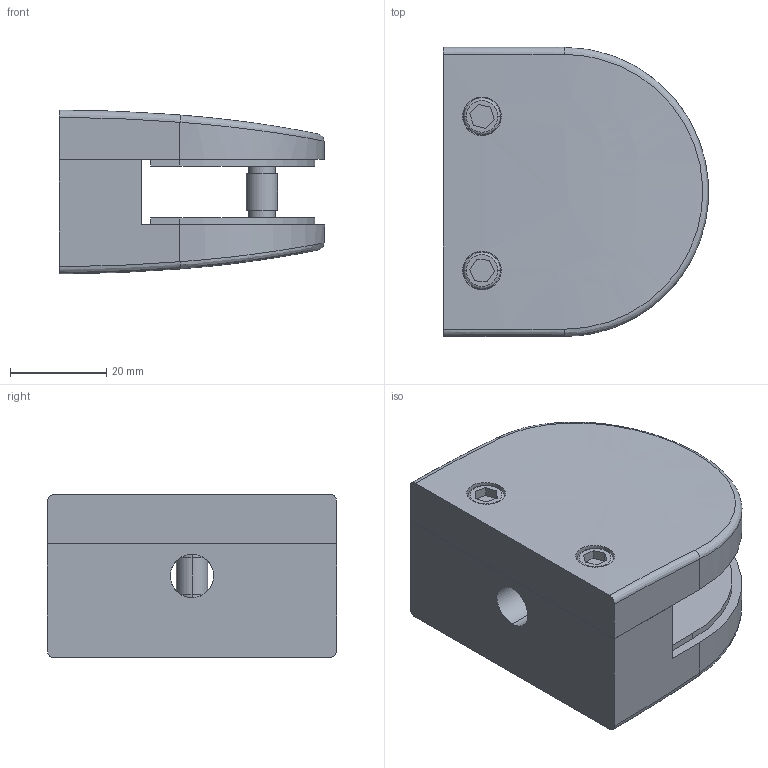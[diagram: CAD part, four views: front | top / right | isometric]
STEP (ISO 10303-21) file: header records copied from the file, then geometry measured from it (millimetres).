
FILE_DESCRIPTION (( 'STEP AP203' ), '1' );
FILE_NAME ('3D_GG4016_flach x10.76_188756880.STEP', '2024-11-05T07:35:27', ( '' ), ( '' ), 'SwSTEP 2.0', 'SolidWorks 2023', '' );
FILE_SCHEMA (( 'CONFIG_CONTROL_DESIGN' ));
Length unit declared in the file: millimetre
Products named in the file (1): 3D_GG4016_flach x10.76_188756880
Bounding box: 55 x 60 x 34 mm (x, y, z)
Volume: 68425.2 mm3; surface area: 20411 mm2
Topology: 3 solids, 3 shells, 88 faces, 196 edges, 128 vertices
Faces by surface type: plane 42, cylinder 34, bspline 8, torus 4
Entity records: 3385 total; most frequent: CARTESIAN_POINT 1339, DIRECTION 408, ORIENTED_EDGE 392, EDGE_CURVE 196, AXIS2_PLACEMENT_3D 153, VERTEX_POINT 128, EDGE_LOOP 108, VECTOR 102
